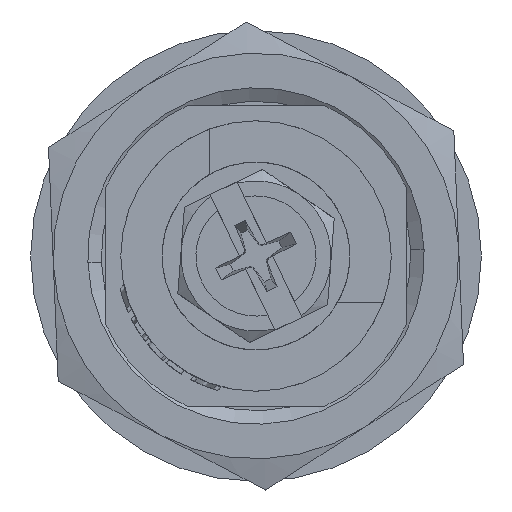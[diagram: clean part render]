
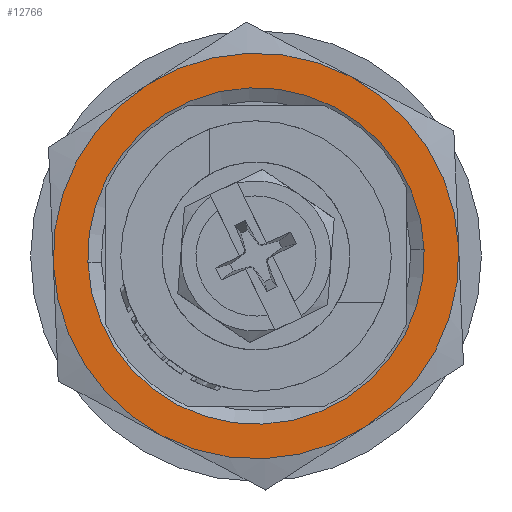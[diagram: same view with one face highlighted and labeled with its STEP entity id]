
A CAD part, front view. The second image highlights one B-rep face of the part: STEP entity #12766.
In plain terms, the highlighted planar face has unit normal (0, -1, 0).
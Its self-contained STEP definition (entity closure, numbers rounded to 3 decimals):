
#178 = VERTEX_POINT ( 'NONE', #7893 ) ;
#523 = DIRECTION ( 'NONE',  ( 0.999, 0., 0.041 ) ) ;
#580 = AXIS2_PLACEMENT_3D ( 'NONE', #4291, #13237, #5662 ) ;
#910 = AXIS2_PLACEMENT_3D ( 'NONE', #9431, #1608, #10689 ) ;
#1249 = ORIENTED_EDGE ( 'NONE', *, *, #16196, .F. ) ;
#1608 = DIRECTION ( 'NONE',  ( 0., 1., 0. ) ) ;
#2147 = EDGE_CURVE ( 'NONE', #15699, #178, #6090, .T. ) ;
#2174 = CARTESIAN_POINT ( 'NONE',  ( -13.488, -11.8, -0.559 ) ) ;
#3124 = CARTESIAN_POINT ( 'NONE',  ( 0., -11.8, 0. ) ) ;
#3168 = EDGE_CURVE ( 'NONE', #8185, #7574, #6475, .T. ) ;
#3171 = EDGE_CURVE ( 'NONE', #10121, #15699, #16418, .T. ) ;
#3199 = DIRECTION ( 'NONE',  ( 0., 1., 0. ) ) ;
#3214 = DIRECTION ( 'NONE',  ( 0.999, 0., 0.041 ) ) ;
#3309 = CARTESIAN_POINT ( 'NONE',  ( 0., -11.8, 0. ) ) ;
#3320 = DIRECTION ( 'NONE',  ( 0., 1., 0. ) ) ;
#3361 = DIRECTION ( 'NONE',  ( 0.999, 0., 0.041 ) ) ;
#3483 = ORIENTED_EDGE ( 'NONE', *, *, #16115, .F. ) ;
#4291 = CARTESIAN_POINT ( 'NONE',  ( 0., -11.8, 0. ) ) ;
#4324 = CIRCLE ( 'NONE', #580, 13.5 ) ;
#4551 = CARTESIAN_POINT ( 'NONE',  ( -6.26, -11.8, -11.961 ) ) ;
#5028 = VERTEX_POINT ( 'NONE', #2174 ) ;
#5440 = AXIS2_PLACEMENT_3D ( 'NONE', #9219, #9214, #9204 ) ;
#5663 = CARTESIAN_POINT ( 'NONE',  ( -7.228, -11.8, 11.402 ) ) ;
#5662 = DIRECTION ( 'NONE',  ( 0.999, 0., 0.041 ) ) ;
#5857 = CARTESIAN_POINT ( 'NONE',  ( 7.228, -11.8, -11.402 ) ) ;
#5996 = CARTESIAN_POINT ( 'NONE',  ( 6.26, -11.8, 11.961 ) ) ;
#6081 = DIRECTION ( 'NONE',  ( 0.999, 0., 0.041 ) ) ;
#6090 = CIRCLE ( 'NONE', #5440, 13.5 ) ;
#6377 = DIRECTION ( 'NONE',  ( 0., 1., 0. ) ) ;
#6475 = CIRCLE ( 'NONE', #10469, 11.2 ) ;
#6749 = AXIS2_PLACEMENT_3D ( 'NONE', #15149, #15110, #15133 ) ;
#6805 = AXIS2_PLACEMENT_3D ( 'NONE', #15854, #8409, #523 ) ;
#6972 = VERTEX_POINT ( 'NONE', #4551 ) ;
#7429 = EDGE_LOOP ( 'NONE', ( #1249, #15440, #14310, #3483, #13566, #10851 ) ) ;
#7574 = VERTEX_POINT ( 'NONE', #8836 ) ;
#7893 = CARTESIAN_POINT ( 'NONE',  ( 13.488, -11.8, 0.559 ) ) ;
#8185 = VERTEX_POINT ( 'NONE', #12923 ) ;
#8340 = FACE_OUTER_BOUND ( 'NONE', #7429, .T. ) ;
#8409 = DIRECTION ( 'NONE',  ( 0., 1., 0. ) ) ;
#8547 = ORIENTED_EDGE ( 'NONE', *, *, #10251, .T. ) ;
#8616 = DIRECTION ( 'NONE',  ( 0.999, 0., 0.041 ) ) ;
#8718 = AXIS2_PLACEMENT_3D ( 'NONE', #14814, #16039, #8616 ) ;
#8836 = CARTESIAN_POINT ( 'NONE',  ( -11.19, -11.8, -0.464 ) ) ;
#8984 = EDGE_LOOP ( 'NONE', ( #8547, #12348 ) ) ;
#9204 = DIRECTION ( 'NONE',  ( 0.999, 0., 0.041 ) ) ;
#9214 = DIRECTION ( 'NONE',  ( 0., 1., 0. ) ) ;
#9219 = CARTESIAN_POINT ( 'NONE',  ( 0., -11.8, 0. ) ) ;
#9284 = CIRCLE ( 'NONE', #6749, 11.2 ) ;
#9431 = CARTESIAN_POINT ( 'NONE',  ( 0., -11.8, 0. ) ) ;
#9818 = PLANE ( 'NONE',  #8718 ) ;
#10117 = CIRCLE ( 'NONE', #14327, 13.5 ) ;
#10121 = VERTEX_POINT ( 'NONE', #5663 ) ;
#10251 = EDGE_CURVE ( 'NONE', #7574, #8185, #9284, .T. ) ;
#10469 = AXIS2_PLACEMENT_3D ( 'NONE', #3124, #3199, #3214 ) ;
#10689 = DIRECTION ( 'NONE',  ( 0.999, 0., 0.041 ) ) ;
#10851 = ORIENTED_EDGE ( 'NONE', *, *, #13877, .F. ) ;
#11172 = CIRCLE ( 'NONE', #6805, 13.5 ) ;
#11680 = FACE_BOUND ( 'NONE', #8984, .T. ) ;
#12162 = CARTESIAN_POINT ( 'NONE',  ( 0., -11.8, 0. ) ) ;
#12324 = EDGE_CURVE ( 'NONE', #6972, #5028, #10117, .T. ) ;
#12348 = ORIENTED_EDGE ( 'NONE', *, *, #3168, .T. ) ;
#12766 = ADVANCED_FACE ( 'NONE', ( #8340, #11680 ), #9818, .F. ) ;
#12923 = CARTESIAN_POINT ( 'NONE',  ( 11.19, -11.8, 0.464 ) ) ;
#13237 = DIRECTION ( 'NONE',  ( 0., 1., 0. ) ) ;
#13566 = ORIENTED_EDGE ( 'NONE', *, *, #12324, .F. ) ;
#13877 = EDGE_CURVE ( 'NONE', #14029, #6972, #15306, .T. ) ;
#14029 = VERTEX_POINT ( 'NONE', #5857 ) ;
#14310 = ORIENTED_EDGE ( 'NONE', *, *, #3171, .F. ) ;
#14327 = AXIS2_PLACEMENT_3D ( 'NONE', #12162, #6377, #6081 ) ;
#14634 = AXIS2_PLACEMENT_3D ( 'NONE', #3309, #3320, #3361 ) ;
#14814 = CARTESIAN_POINT ( 'NONE',  ( 13.811, -11.8, -7.228 ) ) ;
#15110 = DIRECTION ( 'NONE',  ( 0., 1., 0. ) ) ;
#15133 = DIRECTION ( 'NONE',  ( 0.999, 0., 0.041 ) ) ;
#15149 = CARTESIAN_POINT ( 'NONE',  ( 0., -11.8, 0. ) ) ;
#15306 = CIRCLE ( 'NONE', #910, 13.5 ) ;
#15440 = ORIENTED_EDGE ( 'NONE', *, *, #2147, .F. ) ;
#15699 = VERTEX_POINT ( 'NONE', #5996 ) ;
#15854 = CARTESIAN_POINT ( 'NONE',  ( 0., -11.8, 0. ) ) ;
#16039 = DIRECTION ( 'NONE',  ( 0., 1., 0. ) ) ;
#16115 = EDGE_CURVE ( 'NONE', #5028, #10121, #4324, .T. ) ;
#16196 = EDGE_CURVE ( 'NONE', #178, #14029, #11172, .T. ) ;
#16418 = CIRCLE ( 'NONE', #14634, 13.5 ) ;
